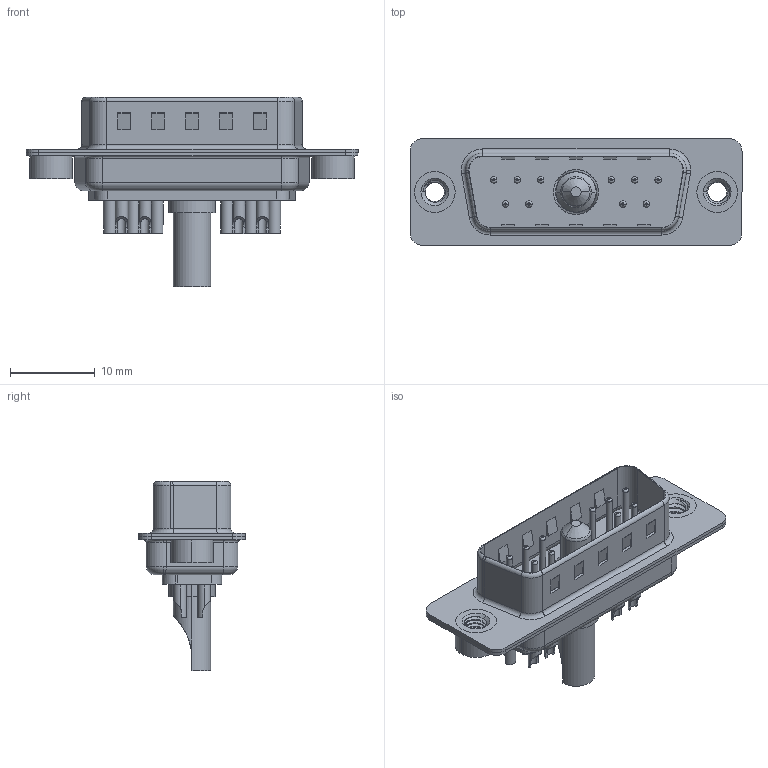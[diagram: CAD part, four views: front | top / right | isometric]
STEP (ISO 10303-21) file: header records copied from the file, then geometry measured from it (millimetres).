
FILE_DESCRIPTION (( 'STEP AP203' ), '1' );
FILE_NAME ('627-11W1622-3NA.STEP', '2019-05-25T14:33:22', ( '' ), ( '' ), 'SwSTEP 2.0', 'SolidWorks 2016', '' );
FILE_SCHEMA (( 'CONFIG_CONTROL_DESIGN' ));
Length unit declared in the file: millimetre
Products named in the file (9): Power Pin_30A SC; 627Combo Threaded Rivet_2; 627Combo Contact Row 1_22; 627Combo Contact Row 2_22; 627-11W1622-3NA; 627Combo Housing_11W1; 627Combo Shell Rear_15 Contacts; 627Combo Shell Front_15 Contacts; 627Combo Threaded Rivet_A
Assembly tree (16 placements, depth 2):
  627-11W1622-3NA
    627Combo Housing_11W1
    627Combo Shell Rear_15 Contacts
    627Combo Shell Front_15 Contacts
    627Combo Threaded Rivet_A
    Power Pin_30A SC
    627Combo Threaded Rivet_2
    627Combo Contact Row 1_22  x6
    627Combo Contact Row 2_22  x4
Bounding box: 39.15 x 12.6 x 22.3 mm (x, y, z)
Volume: 1951.8 mm3; surface area: 4975.4 mm2
Topology: 17 solids, 20 shells, 768 faces, 1817 edges, 1121 vertices
Faces by surface type: cylinder 320, plane 251, torus 152, cone 37, bspline 8
Entity records: 20111 total; most frequent: CARTESIAN_POINT 6169, DIRECTION 2821, ORIENTED_EDGE 2562, EDGE_CURVE 1281, AXIS2_PLACEMENT_3D 1100, VERTEX_POINT 809, EDGE_LOOP 634, VECTOR 621
